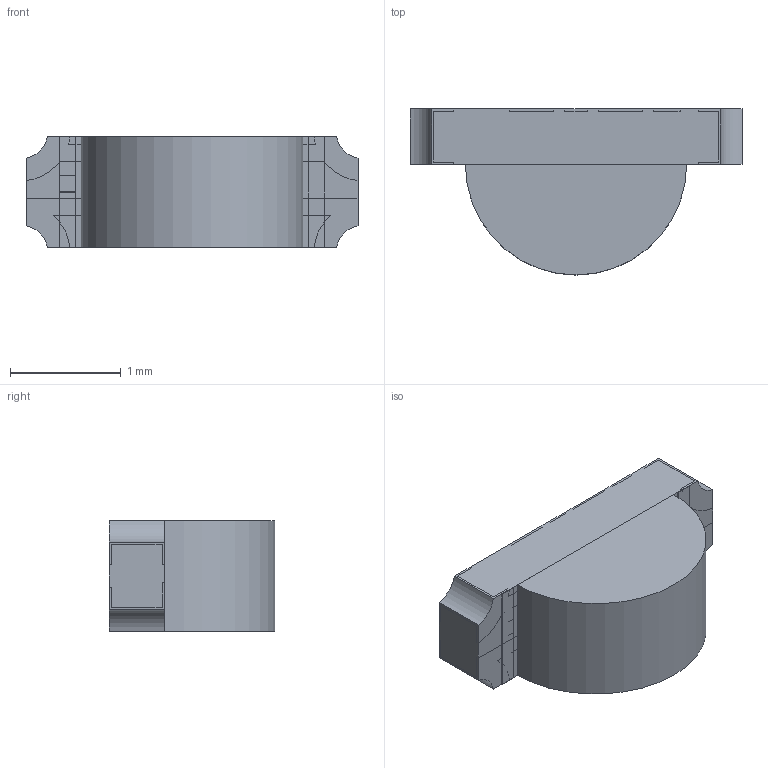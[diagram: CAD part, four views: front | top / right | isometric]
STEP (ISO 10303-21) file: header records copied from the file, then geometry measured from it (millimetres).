
FILE_DESCRIPTION(('FreeCAD Model'),'2;1');
FILE_NAME('Open CASCADE Shape Model','2021-03-28T14:44:56',('Author'),( ''),'Open CASCADE STEP processor 7.5','FreeCAD','Unknown');
FILE_SCHEMA(('AUTOMOTIVE_DESIGN { 1 0 10303 214 1 1 1 1 }'));
Length unit declared in the file: millimetre
Products named in the file (1): APFA3010
Bounding box: 3 x 1.5 x 1 mm (x, y, z)
Volume: 3 mm3; surface area: 25.6 mm2
Topology: 24 solids, 24 shells, 254 faces, 1854 edges, 5356 vertices
Faces by surface type: plane 217, cylinder 37
Entity records: 25610 total; most frequent: CARTESIAN_POINT 7465, DIRECTION 2586, LINE 1632, VECTOR 1632, GEOMETRIC_CURVE_SET 1237, ORIENTED_EDGE 1236, TRIMMED_CURVE 1236, STYLED_ITEM 642
